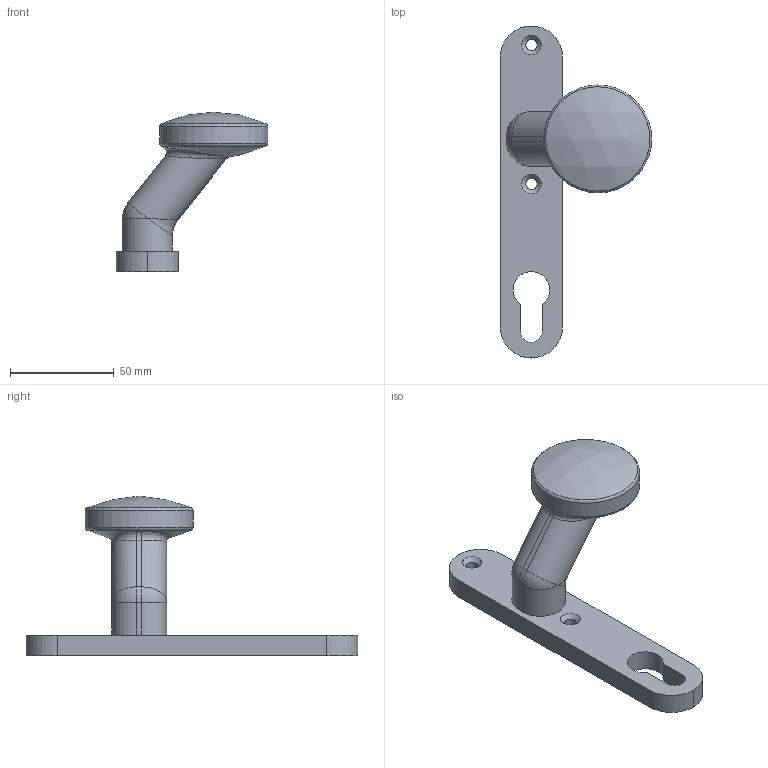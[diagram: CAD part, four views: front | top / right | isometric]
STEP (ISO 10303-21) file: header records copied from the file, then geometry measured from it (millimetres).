
FILE_DESCRIPTION (( 'STEP AP203' ), '1' );
FILE_NAME ('15628.STEP', '2022-05-16T14:36:23', ( '' ), ( '' ), 'SwSTEP 2.0', 'SolidWorks 2018', '' );
FILE_SCHEMA (( 'CONFIG_CONTROL_DESIGN' ));
Length unit declared in the file: millimetre
Products named in the file (5): 15628; 15628 Teil1_15628 Teil1; 15628 Teil3_15628 Teil3; 15628 Teil2_15628 Teil2; DIN 7991 Konfig_M8x20
Assembly tree (4 placements, depth 2):
  15628
    15628 Teil1_15628 Teil1
    15628 Teil3_15628 Teil3
    DIN 7991 Konfig_M8x20
    15628 Teil2_15628 Teil2
Bounding box: 73 x 160 x 77 mm (x, y, z)
Volume: 101198.1 mm3; surface area: 26107.2 mm2
Topology: 4 solids, 4 shells, 299 faces, 783 edges, 512 vertices
Faces by surface type: plane 145, bspline 112, cylinder 27, cone 7, sphere 4, torus 4
Full cylindrical faces by diameter (mm): 5.5 x2, 6.8 x1, 8 x1, 13 x1, 16 x1, 17.8 x1, 21 x1, 25 x1, 26 x1, 52 x1
Entity records: 15084 total; most frequent: CARTESIAN_POINT 8067, ORIENTED_EDGE 1510, DIRECTION 967, EDGE_CURVE 755, VERTEX_POINT 508, VECTOR 455, LINE 455, EDGE_LOOP 353
